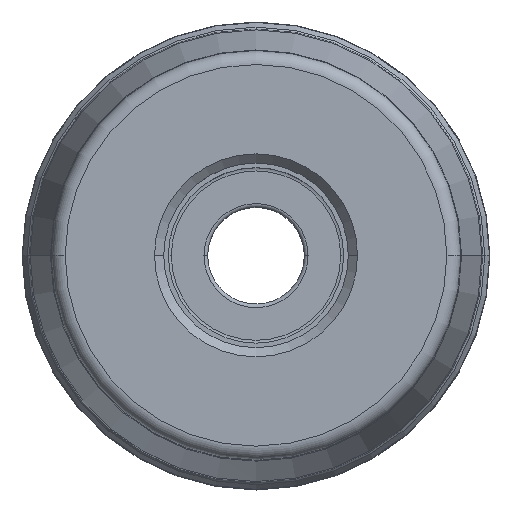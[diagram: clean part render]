
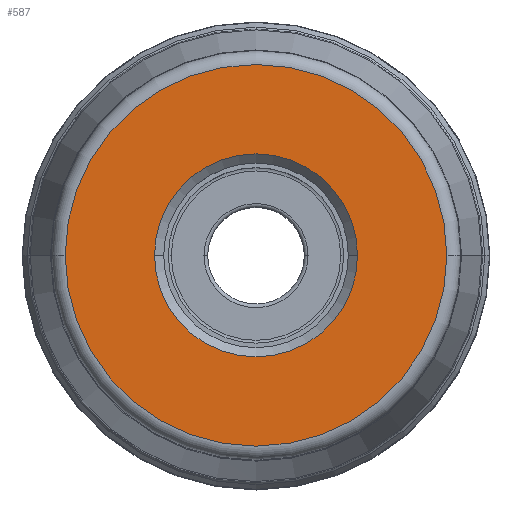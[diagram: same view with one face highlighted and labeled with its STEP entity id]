
A CAD part, top view. The second image highlights one B-rep face of the part: STEP entity #587.
In plain terms, the highlighted planar face has unit normal (0, 0, 1).
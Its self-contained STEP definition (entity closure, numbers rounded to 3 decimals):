
#587=ADVANCED_FACE('',(#634,#635),#622,.F.);
#622=PLANE('',#3459);
#634=FACE_BOUND('',#789,.T.);
#635=FACE_BOUND('',#790,.T.);
#789=EDGE_LOOP('',(#1448,#1449,#1450,#1451));
#790=EDGE_LOOP('',(#1452,#1453,#1454,#1455));
#1448=ORIENTED_EDGE('',*,*,#2174,.F.);
#1449=ORIENTED_EDGE('',*,*,#2172,.F.);
#1450=ORIENTED_EDGE('',*,*,#2171,.T.);
#1451=ORIENTED_EDGE('',*,*,#2175,.T.);
#1452=ORIENTED_EDGE('',*,*,#2176,.T.);
#1453=ORIENTED_EDGE('',*,*,#2177,.T.);
#1454=ORIENTED_EDGE('',*,*,#2178,.T.);
#1455=ORIENTED_EDGE('',*,*,#2179,.T.);
#1798=VERTEX_POINT('',#6702);
#1799=VERTEX_POINT('',#6704);
#1800=VERTEX_POINT('',#6706);
#1801=VERTEX_POINT('',#6710);
#1802=VERTEX_POINT('',#6714);
#1803=VERTEX_POINT('',#6715);
#1804=VERTEX_POINT('',#6717);
#1805=VERTEX_POINT('',#6719);
#2171=EDGE_CURVE('',#1799,#1798,#2653,.T.);
#2172=EDGE_CURVE('',#1799,#1800,#2654,.T.);
#2174=EDGE_CURVE('',#1800,#1801,#2656,.T.);
#2175=EDGE_CURVE('',#1798,#1801,#2657,.T.);
#2176=EDGE_CURVE('',#1802,#1803,#2658,.T.);
#2177=EDGE_CURVE('',#1803,#1804,#2659,.T.);
#2178=EDGE_CURVE('',#1804,#1805,#2660,.T.);
#2179=EDGE_CURVE('',#1805,#1802,#2661,.T.);
#2653=CIRCLE('',#3448,20.725);
#2654=CIRCLE('',#3449,20.725);
#2656=CIRCLE('',#3452,20.725);
#2657=CIRCLE('',#3453,20.725);
#2658=CIRCLE('',#3455,11.025);
#2659=CIRCLE('',#3456,11.025);
#2660=CIRCLE('',#3457,11.025);
#2661=CIRCLE('',#3458,11.025);
#3448=AXIS2_PLACEMENT_3D('',#6703,#4260,#4261);
#3449=AXIS2_PLACEMENT_3D('',#6705,#4262,#4263);
#3452=AXIS2_PLACEMENT_3D('',#6709,#4268,#4269);
#3453=AXIS2_PLACEMENT_3D('',#6711,#4270,#4271);
#3455=AXIS2_PLACEMENT_3D('',#6713,#4274,#4275);
#3456=AXIS2_PLACEMENT_3D('',#6716,#4276,#4277);
#3457=AXIS2_PLACEMENT_3D('',#6718,#4278,#4279);
#3458=AXIS2_PLACEMENT_3D('',#6720,#4280,#4281);
#3459=AXIS2_PLACEMENT_3D('',#6721,#4282,#4283);
#4260=DIRECTION('',(0.,0.,1.));
#4261=DIRECTION('',(1.,0.,0.));
#4262=DIRECTION('',(0.,0.,-1.));
#4263=DIRECTION('',(-1.,0.,0.));
#4268=DIRECTION('',(0.,0.,-1.));
#4269=DIRECTION('',(-1.,0.,0.));
#4270=DIRECTION('',(0.,0.,1.));
#4271=DIRECTION('',(1.,0.,0.));
#4274=DIRECTION('',(0.,0.,-1.));
#4275=DIRECTION('',(0.,-1.,0.));
#4276=DIRECTION('',(0.,0.,-1.));
#4277=DIRECTION('',(-1.,0.,0.));
#4278=DIRECTION('',(0.,0.,-1.));
#4279=DIRECTION('',(0.,1.,0.));
#4280=DIRECTION('',(0.,0.,-1.));
#4281=DIRECTION('',(1.,0.,0.));
#4282=DIRECTION('',(0.,0.,-1.));
#4283=DIRECTION('',(1.,0.,0.));
#6702=CARTESIAN_POINT('',(20.725,0.,0.));
#6703=CARTESIAN_POINT('',(0.,0.,0.));
#6704=CARTESIAN_POINT('',(20.725,-0.02,0.));
#6705=CARTESIAN_POINT('',(0.,0.,0.));
#6706=CARTESIAN_POINT('',(-20.725,0.,0.));
#6709=CARTESIAN_POINT('',(0.,0.,0.));
#6710=CARTESIAN_POINT('',(-20.725,0.02,0.));
#6711=CARTESIAN_POINT('',(0.,0.,0.));
#6713=CARTESIAN_POINT('',(0.,0.,0.));
#6714=CARTESIAN_POINT('',(0.,-11.025,0.));
#6715=CARTESIAN_POINT('',(-11.025,0.,0.));
#6716=CARTESIAN_POINT('',(0.,0.,0.));
#6717=CARTESIAN_POINT('',(0.,11.025,0.));
#6718=CARTESIAN_POINT('',(0.,0.,0.));
#6719=CARTESIAN_POINT('',(11.025,0.,0.));
#6720=CARTESIAN_POINT('',(0.,0.,0.));
#6721=CARTESIAN_POINT('',(0.,0.,0.));
